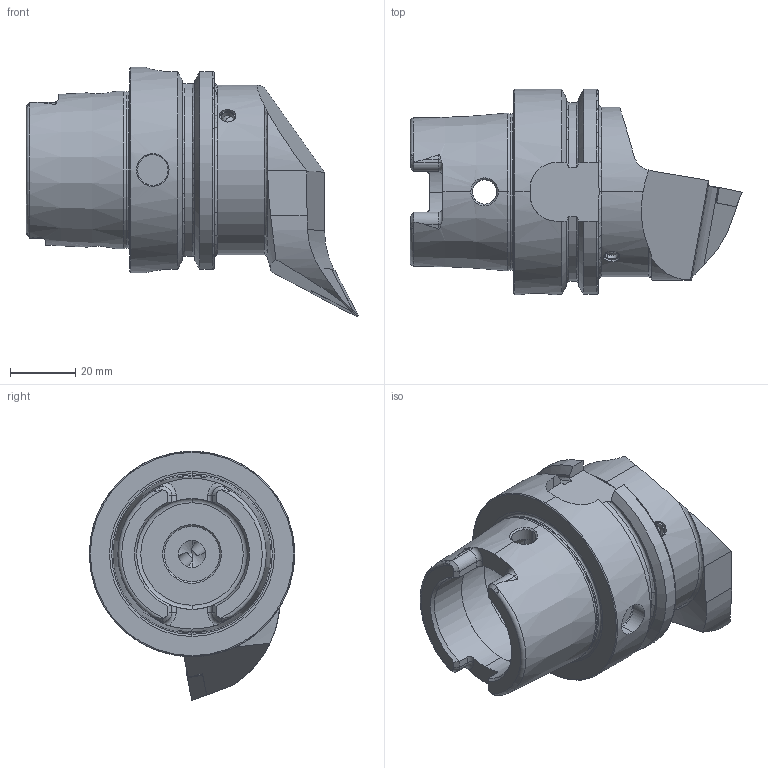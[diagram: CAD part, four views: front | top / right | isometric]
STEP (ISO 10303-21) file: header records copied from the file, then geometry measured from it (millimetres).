
FILE_DESCRIPTION (( 'STEP AP214' ), '1' );
FILE_NAME ('HA6.KVB.RPA.070.STEP', '2020-09-17T07:54:11', ( '' ), ( '' ), 'SwSTEP 2.0', 'SolidWorks 2017', '' );
FILE_SCHEMA (( 'AUTOMOTIVE_DESIGN' ));
Length unit declared in the file: millimetre
Products named in the file (5): VCMT160404; WCB-ER2.001.009_A; HA6.KVB.RPA.070; KVT_MB_600_050; HA6-KVB.RPA.070_C
Assembly tree (4 placements, depth 2):
  HA6.KVB.RPA.070
    HA6-KVB.RPA.070_C
    WCB-ER2.001.009_A
    VCMT160404
    KVT_MB_600_050
Bounding box: 101.9 x 63 x 76.5 mm (x, y, z)
Volume: 129435.4 mm3; surface area: 29166.4 mm2
Topology: 5 solids, 5 shells, 322 faces, 835 edges, 512 vertices
Faces by surface type: cylinder 89, cone 85, plane 84, torus 40, bspline 20, sphere 4
Entity records: 13326 total; most frequent: CARTESIAN_POINT 4131, ORIENTED_EDGE 1636, DIRECTION 1468, EDGE_CURVE 818, AXIS2_PLACEMENT_3D 585, VERTEX_POINT 509, EDGE_LOOP 335, ADVANCED_FACE 322
